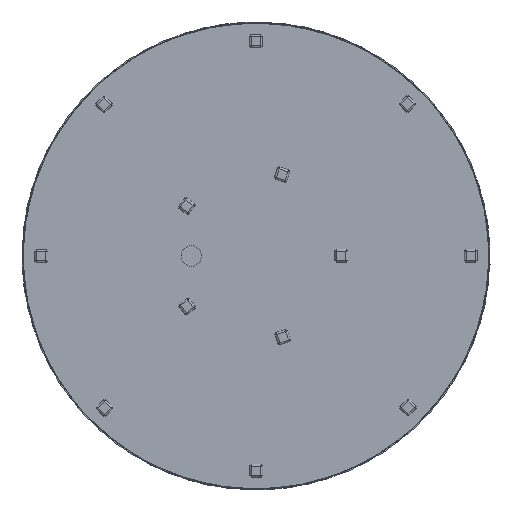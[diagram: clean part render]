
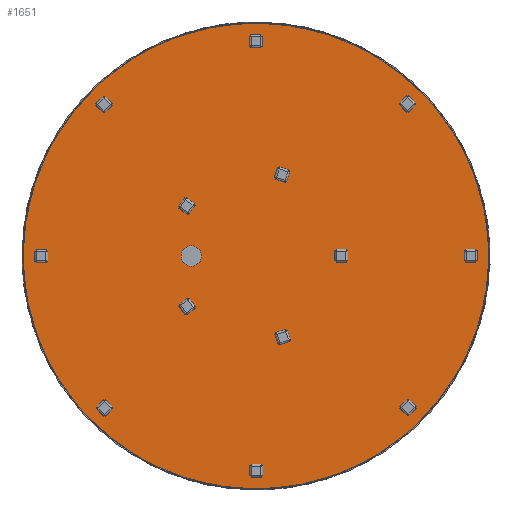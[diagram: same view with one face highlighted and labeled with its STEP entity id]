
A CAD part, front view. The second image highlights one B-rep face of the part: STEP entity #1651.
In plain terms, the highlighted planar face has unit normal (0, -1, 0).
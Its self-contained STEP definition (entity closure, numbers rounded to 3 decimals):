
#79 = VERTEX_POINT ( 'NONE', #3514 ) ;
#112 = DIRECTION ( 'NONE',  ( 0., 0., 1. ) ) ;
#127 = AXIS2_PLACEMENT_3D ( 'NONE', #4267, #4000, #2590 ) ;
#347 = VERTEX_POINT ( 'NONE', #1952 ) ;
#391 = AXIS2_PLACEMENT_3D ( 'NONE', #689, #3024, #3388 ) ;
#463 = CIRCLE ( 'NONE', #391, 722. ) ;
#470 = DIRECTION ( 'NONE',  ( 0., 1., 0. ) ) ;
#510 = DIRECTION ( 'NONE',  ( 0., 1., 0. ) ) ;
#689 = CARTESIAN_POINT ( 'NONE',  ( 0., -3., 0. ) ) ;
#865 = VERTEX_POINT ( 'NONE', #1576 ) ;
#1005 = ORIENTED_EDGE ( 'NONE', *, *, #1464, .F. ) ;
#1116 = AXIS2_PLACEMENT_3D ( 'NONE', #4210, #510, #3564 ) ;
#1141 = EDGE_LOOP ( 'NONE', ( #1005, #1402 ) ) ;
#1402 = ORIENTED_EDGE ( 'NONE', *, *, #2394, .F. ) ;
#1464 = EDGE_CURVE ( 'NONE', #347, #79, #463, .T. ) ;
#1576 = CARTESIAN_POINT ( 'NONE',  ( -200., -3., -31.5 ) ) ;
#1590 = PLANE ( 'NONE',  #3939 ) ;
#1651 = ADVANCED_FACE ( 'NONE', ( #1929, #3280 ), #1590, .F. ) ;
#1783 = CIRCLE ( 'NONE', #1851, 31.5 ) ;
#1851 = AXIS2_PLACEMENT_3D ( 'NONE', #2169, #3802, #112 ) ;
#1924 = CIRCLE ( 'NONE', #127, 31.5 ) ;
#1929 = FACE_BOUND ( 'NONE', #4052, .T. ) ;
#1952 = CARTESIAN_POINT ( 'NONE',  ( 0., -3., 722. ) ) ;
#2169 = CARTESIAN_POINT ( 'NONE',  ( -200., -3., 0. ) ) ;
#2394 = EDGE_CURVE ( 'NONE', #79, #347, #3037, .T. ) ;
#2590 = DIRECTION ( 'NONE',  ( 0., 0., 1. ) ) ;
#3024 = DIRECTION ( 'NONE',  ( 0., 1., 0. ) ) ;
#3037 = CIRCLE ( 'NONE', #1116, 722. ) ;
#3176 = DIRECTION ( 'NONE',  ( 0., 0., 1. ) ) ;
#3280 = FACE_OUTER_BOUND ( 'NONE', #1141, .T. ) ;
#3303 = VERTEX_POINT ( 'NONE', #4150 ) ;
#3333 = ORIENTED_EDGE ( 'NONE', *, *, #3940, .T. ) ;
#3388 = DIRECTION ( 'NONE',  ( 0., 0., 1. ) ) ;
#3514 = CARTESIAN_POINT ( 'NONE',  ( 0., -3., -722. ) ) ;
#3524 = CARTESIAN_POINT ( 'NONE',  ( 0., -3., 0. ) ) ;
#3564 = DIRECTION ( 'NONE',  ( 0., 0., 1. ) ) ;
#3787 = ORIENTED_EDGE ( 'NONE', *, *, #3859, .T. ) ;
#3802 = DIRECTION ( 'NONE',  ( 0., 1., 0. ) ) ;
#3859 = EDGE_CURVE ( 'NONE', #865, #3303, #1783, .T. ) ;
#3939 = AXIS2_PLACEMENT_3D ( 'NONE', #3524, #470, #3176 ) ;
#3940 = EDGE_CURVE ( 'NONE', #3303, #865, #1924, .T. ) ;
#4000 = DIRECTION ( 'NONE',  ( 0., 1., 0. ) ) ;
#4052 = EDGE_LOOP ( 'NONE', ( #3333, #3787 ) ) ;
#4150 = CARTESIAN_POINT ( 'NONE',  ( -200., -3., 31.5 ) ) ;
#4210 = CARTESIAN_POINT ( 'NONE',  ( 0., -3., 0. ) ) ;
#4267 = CARTESIAN_POINT ( 'NONE',  ( -200., -3., 0. ) ) ;
